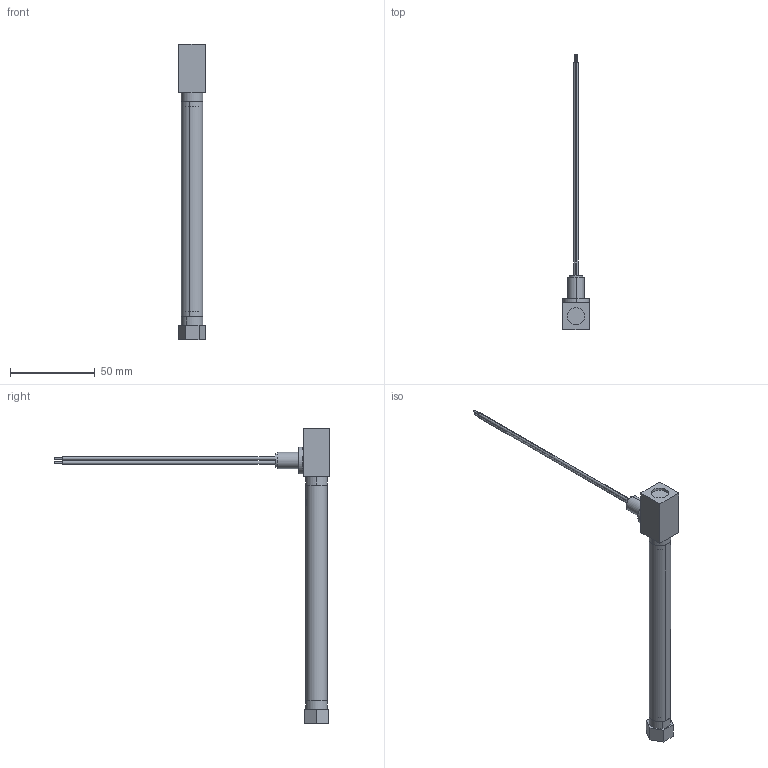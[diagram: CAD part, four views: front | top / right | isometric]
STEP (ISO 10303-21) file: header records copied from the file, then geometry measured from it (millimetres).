
FILE_DESCRIPTION (( 'STEP AP203' ), '1' );
FILE_NAME ('HT050 1-8F 1-8F-X SEP2017 203.STEP', '2017-09-01T18:03:16', ( '' ), ( '' ), 'SwSTEP 2.0', 'SolidWorks 2017', '' );
FILE_SCHEMA (( 'CONFIG_CONTROL_DESIGN' ));
Length unit declared in the file: inch
Products named in the file (1): HT050 1-8F 1-8F-X SEP2017 203
Bounding box: 16.48 x 162.97 x 174.62 mm (x, y, z)
Volume: 11616.9 mm3; surface area: 19382.5 mm2
Topology: 80 solids, 80 shells, 1190 faces, 3047 edges, 2025 vertices
Faces by surface type: plane 551, bspline 413, cylinder 212, cone 14
Entity records: 39831 total; most frequent: CARTESIAN_POINT 14094, ORIENTED_EDGE 6094, DIRECTION 3930, EDGE_CURVE 3047, VERTEX_POINT 2025, LINE 1488, VECTOR 1488, EDGE_LOOP 1258
